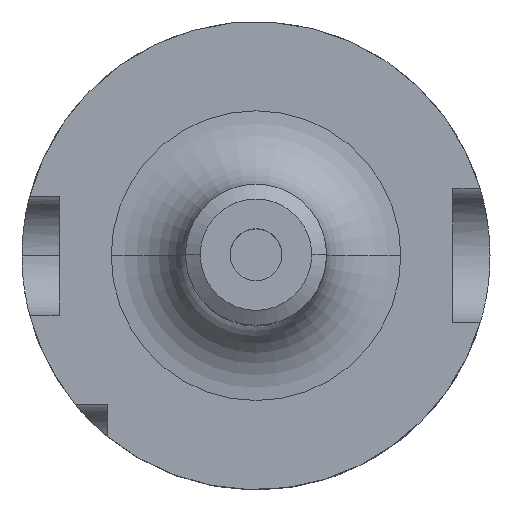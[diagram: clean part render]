
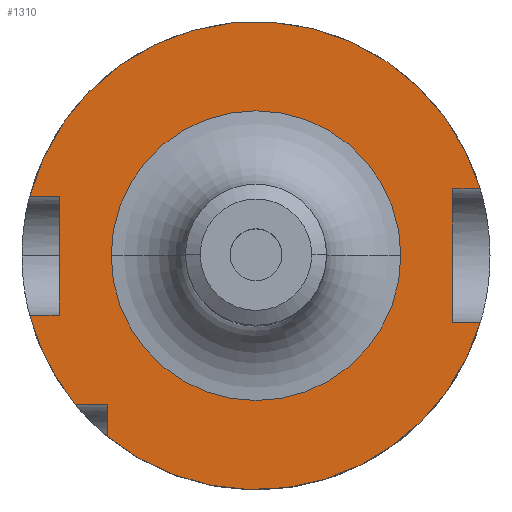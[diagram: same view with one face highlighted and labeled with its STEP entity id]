
A CAD part, top view. The second image highlights one B-rep face of the part: STEP entity #1310.
In plain terms, the highlighted planar face has unit normal (0, 0, 1).
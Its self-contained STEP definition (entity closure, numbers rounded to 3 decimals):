
#50 = CARTESIAN_POINT ( 'NONE',  ( 0., 9., 26. ) ) ;
#52 = AXIS2_PLACEMENT_3D ( 'NONE', #3361, #949, #920 ) ;
#221 = CARTESIAN_POINT ( 'NONE',  ( 0., -9., 26. ) ) ;
#226 = ORIENTED_EDGE ( 'NONE', *, *, #496, .T. ) ;
#237 = VECTOR ( 'NONE', #2746, 1000. ) ;
#268 = CARTESIAN_POINT ( 'NONE',  ( 19.5, 0., 26. ) ) ;
#360 = CARTESIAN_POINT ( 'NONE',  ( 0., 0., 26. ) ) ;
#386 = CARTESIAN_POINT ( 'NONE',  ( -26.5, 8., 26. ) ) ;
#417 = CARTESIAN_POINT ( 'NONE',  ( 0., 0., 26. ) ) ;
#424 = CARTESIAN_POINT ( 'NONE',  ( -20., -20., 26. ) ) ;
#464 = VERTEX_POINT ( 'NONE', #2986 ) ;
#465 = VERTEX_POINT ( 'NONE', #565 ) ;
#480 = AXIS2_PLACEMENT_3D ( 'NONE', #1828, #864, #600 ) ;
#496 = EDGE_CURVE ( 'NONE', #3165, #2169, #1169, .T. ) ;
#527 = DIRECTION ( 'NONE',  ( -1., 0., 0. ) ) ;
#565 = CARTESIAN_POINT ( 'NONE',  ( 30.187, 9., 26. ) ) ;
#568 = CARTESIAN_POINT ( 'NONE',  ( 0., 0., 26. ) ) ;
#588 = CARTESIAN_POINT ( 'NONE',  ( 26.5, 9.5, 26. ) ) ;
#590 = VERTEX_POINT ( 'NONE', #424 ) ;
#597 = LINE ( 'NONE', #2109, #2588 ) ;
#600 = DIRECTION ( 'NONE',  ( 1., 0., 0. ) ) ;
#680 = DIRECTION ( 'NONE',  ( -1., 0., 0. ) ) ;
#702 = CARTESIAN_POINT ( 'NONE',  ( 30.187, -9., 26. ) ) ;
#718 = ORIENTED_EDGE ( 'NONE', *, *, #3687, .F. ) ;
#763 = CARTESIAN_POINT ( 'NONE',  ( -26.5, -8., 26. ) ) ;
#858 = VERTEX_POINT ( 'NONE', #1428 ) ;
#864 = DIRECTION ( 'NONE',  ( 0., 0., -1. ) ) ;
#871 = EDGE_CURVE ( 'NONE', #858, #1483, #3787, .T. ) ;
#878 = CARTESIAN_POINT ( 'NONE',  ( 0., 8., 26. ) ) ;
#885 = DIRECTION ( 'NONE',  ( 0., 0., -1. ) ) ;
#896 = ORIENTED_EDGE ( 'NONE', *, *, #2895, .T. ) ;
#920 = DIRECTION ( 'NONE',  ( 1., 0., 0. ) ) ;
#949 = DIRECTION ( 'NONE',  ( 0., 0., -1. ) ) ;
#995 = DIRECTION ( 'NONE',  ( 0., 0., -1. ) ) ;
#1141 = DIRECTION ( 'NONE',  ( 0., 0., -1. ) ) ;
#1154 = EDGE_CURVE ( 'NONE', #2985, #3670, #1409, .T. ) ;
#1169 = CIRCLE ( 'NONE', #52, 19.5 ) ;
#1179 = PLANE ( 'NONE',  #1713 ) ;
#1181 = AXIS2_PLACEMENT_3D ( 'NONE', #360, #885, #1488 ) ;
#1184 = LINE ( 'NONE', #2090, #2937 ) ;
#1190 = VECTOR ( 'NONE', #527, 1000. ) ;
#1267 = EDGE_LOOP ( 'NONE', ( #2977, #718, #1813, #2642, #3407, #896, #3630, #1875, #1281, #2298, #2788 ) ) ;
#1281 = ORIENTED_EDGE ( 'NONE', *, *, #2337, .F. ) ;
#1310 = ADVANCED_FACE ( 'NONE', ( #3467, #3555 ), #1179, .T. ) ;
#1409 = CIRCLE ( 'NONE', #2852, 31.5 ) ;
#1418 = DIRECTION ( 'NONE',  ( 0., 1., 0. ) ) ;
#1428 = CARTESIAN_POINT ( 'NONE',  ( -30.467, -8., 26. ) ) ;
#1439 = VECTOR ( 'NONE', #3159, 1000. ) ;
#1483 = VERTEX_POINT ( 'NONE', #763 ) ;
#1488 = DIRECTION ( 'NONE',  ( -1., 0., 0. ) ) ;
#1498 = VECTOR ( 'NONE', #2011, 1000. ) ;
#1603 = VERTEX_POINT ( 'NONE', #2357 ) ;
#1676 = EDGE_CURVE ( 'NONE', #464, #3826, #2814, .T. ) ;
#1701 = VECTOR ( 'NONE', #3257, 1000. ) ;
#1706 = EDGE_CURVE ( 'NONE', #2169, #3165, #2217, .T. ) ;
#1713 = AXIS2_PLACEMENT_3D ( 'NONE', #3840, #3286, #1803 ) ;
#1746 = CARTESIAN_POINT ( 'NONE',  ( -20., -24.336, 26. ) ) ;
#1767 = EDGE_CURVE ( 'NONE', #2616, #1603, #3135, .T. ) ;
#1803 = DIRECTION ( 'NONE',  ( 1., 0., 0. ) ) ;
#1813 = ORIENTED_EDGE ( 'NONE', *, *, #1154, .F. ) ;
#1828 = CARTESIAN_POINT ( 'NONE',  ( 0., 0., 26. ) ) ;
#1837 = CARTESIAN_POINT ( 'NONE',  ( -24.336, -20., 26. ) ) ;
#1875 = ORIENTED_EDGE ( 'NONE', *, *, #1767, .F. ) ;
#1950 = CARTESIAN_POINT ( 'NONE',  ( 0., -20., 26. ) ) ;
#2011 = DIRECTION ( 'NONE',  ( 1., 0., 0. ) ) ;
#2090 = CARTESIAN_POINT ( 'NONE',  ( -20., 9.5, 26. ) ) ;
#2109 = CARTESIAN_POINT ( 'NONE',  ( -26.5, 9.5, 26. ) ) ;
#2157 = EDGE_CURVE ( 'NONE', #1603, #465, #2406, .T. ) ;
#2169 = VERTEX_POINT ( 'NONE', #268 ) ;
#2217 = CIRCLE ( 'NONE', #480, 19.5 ) ;
#2292 = EDGE_CURVE ( 'NONE', #2914, #858, #3463, .T. ) ;
#2297 = AXIS2_PLACEMENT_3D ( 'NONE', #568, #1141, #2975 ) ;
#2298 = ORIENTED_EDGE ( 'NONE', *, *, #871, .F. ) ;
#2337 = EDGE_CURVE ( 'NONE', #1483, #2616, #597, .T. ) ;
#2357 = CARTESIAN_POINT ( 'NONE',  ( -30.467, 8., 26. ) ) ;
#2406 = CIRCLE ( 'NONE', #2297, 31.5 ) ;
#2430 = CARTESIAN_POINT ( 'NONE',  ( -19.5, 0., 26. ) ) ;
#2490 = CARTESIAN_POINT ( 'NONE',  ( 26.5, 9., 26. ) ) ;
#2497 = VECTOR ( 'NONE', #680, 1000. ) ;
#2588 = VECTOR ( 'NONE', #2735, 1000. ) ;
#2616 = VERTEX_POINT ( 'NONE', #386 ) ;
#2642 = ORIENTED_EDGE ( 'NONE', *, *, #3103, .T. ) ;
#2657 = CARTESIAN_POINT ( 'NONE',  ( 0., -8., 26. ) ) ;
#2735 = DIRECTION ( 'NONE',  ( 0., 1., 0. ) ) ;
#2746 = DIRECTION ( 'NONE',  ( 1., 0., 0. ) ) ;
#2788 = ORIENTED_EDGE ( 'NONE', *, *, #2292, .F. ) ;
#2814 = LINE ( 'NONE', #588, #1701 ) ;
#2852 = AXIS2_PLACEMENT_3D ( 'NONE', #417, #995, #3100 ) ;
#2895 = EDGE_CURVE ( 'NONE', #3826, #465, #3309, .T. ) ;
#2914 = VERTEX_POINT ( 'NONE', #1837 ) ;
#2937 = VECTOR ( 'NONE', #1418, 1000. ) ;
#2975 = DIRECTION ( 'NONE',  ( -1., 0., 0. ) ) ;
#2977 = ORIENTED_EDGE ( 'NONE', *, *, #3036, .F. ) ;
#2985 = VERTEX_POINT ( 'NONE', #702 ) ;
#2986 = CARTESIAN_POINT ( 'NONE',  ( 26.5, -9., 26. ) ) ;
#3036 = EDGE_CURVE ( 'NONE', #590, #2914, #3260, .T. ) ;
#3047 = ORIENTED_EDGE ( 'NONE', *, *, #1706, .T. ) ;
#3100 = DIRECTION ( 'NONE',  ( -1., 0., 0. ) ) ;
#3103 = EDGE_CURVE ( 'NONE', #2985, #464, #3220, .T. ) ;
#3135 = LINE ( 'NONE', #878, #2497 ) ;
#3159 = DIRECTION ( 'NONE',  ( -1., 0., 0. ) ) ;
#3165 = VERTEX_POINT ( 'NONE', #2430 ) ;
#3220 = LINE ( 'NONE', #221, #1190 ) ;
#3257 = DIRECTION ( 'NONE',  ( 0., 1., 0. ) ) ;
#3260 = LINE ( 'NONE', #1950, #1439 ) ;
#3286 = DIRECTION ( 'NONE',  ( 0., 0., 1. ) ) ;
#3309 = LINE ( 'NONE', #50, #237 ) ;
#3361 = CARTESIAN_POINT ( 'NONE',  ( 0., 0., 26. ) ) ;
#3370 = EDGE_LOOP ( 'NONE', ( #3047, #226 ) ) ;
#3407 = ORIENTED_EDGE ( 'NONE', *, *, #1676, .T. ) ;
#3463 = CIRCLE ( 'NONE', #1181, 31.5 ) ;
#3467 = FACE_BOUND ( 'NONE', #3370, .T. ) ;
#3555 = FACE_OUTER_BOUND ( 'NONE', #1267, .T. ) ;
#3630 = ORIENTED_EDGE ( 'NONE', *, *, #2157, .F. ) ;
#3670 = VERTEX_POINT ( 'NONE', #1746 ) ;
#3687 = EDGE_CURVE ( 'NONE', #3670, #590, #1184, .T. ) ;
#3787 = LINE ( 'NONE', #2657, #1498 ) ;
#3826 = VERTEX_POINT ( 'NONE', #2490 ) ;
#3840 = CARTESIAN_POINT ( 'NONE',  ( 0., 9.5, 26. ) ) ;
